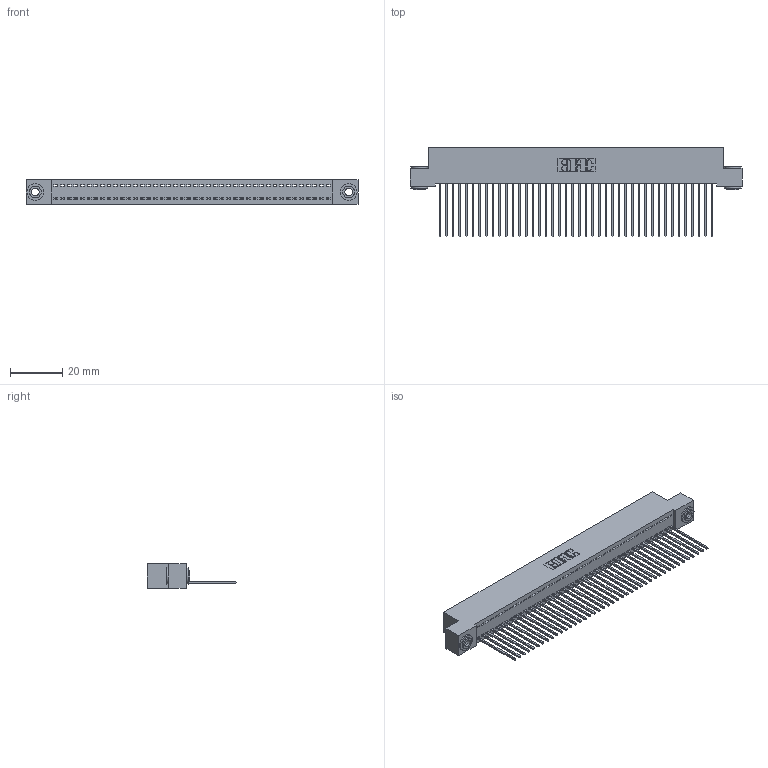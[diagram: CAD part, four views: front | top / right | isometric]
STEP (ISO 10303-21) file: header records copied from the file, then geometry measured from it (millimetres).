
FILE_DESCRIPTION (( 'STEP AP203' ), '1' );
FILE_NAME ('392-042-541-103.STEP', '2018-08-16T13:36:37', ( '' ), ( '' ), 'SwSTEP 2.0', 'SolidWorks 2016', '' );
FILE_SCHEMA (( 'CONFIG_CONTROL_DESIGN' ));
Length unit declared in the file: inch
Products named in the file (4): 342 Part_.156 TH; 345-292-001_345-293-141; 342-250-002_345-250-002-102; 392-042-541-103
Assembly tree (45 placements, depth 2):
  392-042-541-103
    342 Part_.156 TH
    345-292-001_345-293-141  x42
    342-250-002_345-250-002-102  x2
Bounding box: 127 x 34.3 x 9.4 mm (x, y, z)
Volume: 11296.8 mm3; surface area: 17603.1 mm2
Topology: 45 solids, 45 shells, 2584 faces, 7767 edges, 5118 vertices
Faces by surface type: plane 1840, cylinder 736, cone 8
Entity records: 26212 total; most frequent: CARTESIAN_POINT 4499, ORIENTED_EDGE 4470, DIRECTION 3829, EDGE_CURVE 2235, VECTOR 2083, LINE 2083, VERTEX_POINT 1486, AXIS2_PLACEMENT_3D 873
